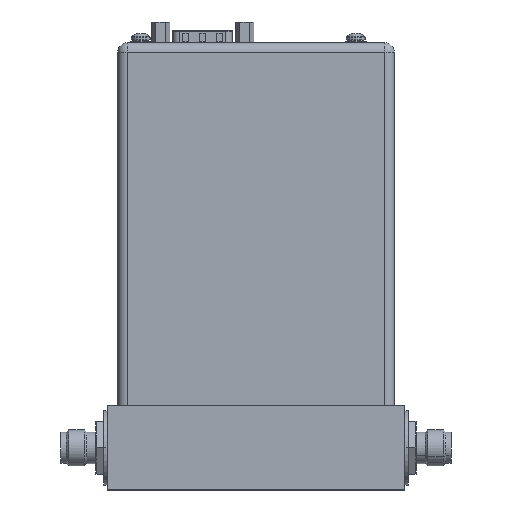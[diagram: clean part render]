
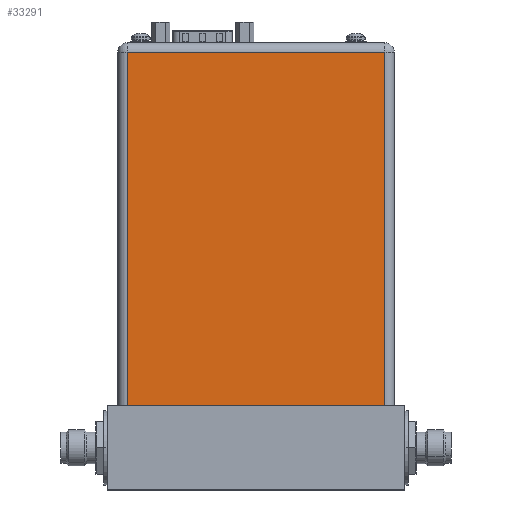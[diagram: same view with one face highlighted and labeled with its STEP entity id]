
A CAD part, top view. The second image highlights one B-rep face of the part: STEP entity #33291.
In plain terms, the highlighted planar face has unit normal (0, 0, 1).
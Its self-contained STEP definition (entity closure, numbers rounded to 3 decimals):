
#1299 = DIRECTION ( 'NONE',  ( 0., 0., 1. ) ) ;
#1825 = CARTESIAN_POINT ( 'NONE',  ( -38.354, 105.181, 28.575 ) ) ;
#2305 = ORIENTED_EDGE ( 'NONE', *, *, #43322, .T. ) ;
#3381 = CARTESIAN_POINT ( 'NONE',  ( -38.354, 0., 28.575 ) ) ;
#4467 = LINE ( 'NONE', #39744, #17051 ) ;
#6323 = CARTESIAN_POINT ( 'NONE',  ( -38.354, 105.181, 28.575 ) ) ;
#8293 = PLANE ( 'NONE',  #8711 ) ;
#8711 = AXIS2_PLACEMENT_3D ( 'NONE', #37041, #1299, #44012 ) ;
#8720 = FACE_OUTER_BOUND ( 'NONE', #34937, .T. ) ;
#11161 = VERTEX_POINT ( 'NONE', #41340 ) ;
#12083 = DIRECTION ( 'NONE',  ( 0., -1., 0. ) ) ;
#12084 = DIRECTION ( 'NONE',  ( 0., -1., 0. ) ) ;
#13895 = CARTESIAN_POINT ( 'NONE',  ( 38.354, 0., 28.575 ) ) ;
#15087 = ORIENTED_EDGE ( 'NONE', *, *, #21053, .T. ) ;
#15931 = VERTEX_POINT ( 'NONE', #13895 ) ;
#17051 = VECTOR ( 'NONE', #12084, 1000. ) ;
#19151 = LINE ( 'NONE', #33557, #35828 ) ;
#21053 = EDGE_CURVE ( 'NONE', #43838, #15931, #19151, .T. ) ;
#25580 = EDGE_CURVE ( 'NONE', #29501, #11161, #27911, .T. ) ;
#26032 = LINE ( 'NONE', #37174, #36401 ) ;
#26231 = VECTOR ( 'NONE', #42521, 1000. ) ;
#27911 = LINE ( 'NONE', #6323, #26231 ) ;
#29501 = VERTEX_POINT ( 'NONE', #1825 ) ;
#29881 = ORIENTED_EDGE ( 'NONE', *, *, #31377, .F. ) ;
#30544 = DIRECTION ( 'NONE',  ( 1., 0., 0. ) ) ;
#31377 = EDGE_CURVE ( 'NONE', #11161, #15931, #4467, .T. ) ;
#33291 = ADVANCED_FACE ( 'NONE', ( #8720 ), #8293, .T. ) ;
#33557 = CARTESIAN_POINT ( 'NONE',  ( -38.354, 0., 28.575 ) ) ;
#34937 = EDGE_LOOP ( 'NONE', ( #39320, #2305, #15087, #29881 ) ) ;
#35828 = VECTOR ( 'NONE', #30544, 1000. ) ;
#36401 = VECTOR ( 'NONE', #12083, 1000. ) ;
#37041 = CARTESIAN_POINT ( 'NONE',  ( -41.148, 0., 28.575 ) ) ;
#37174 = CARTESIAN_POINT ( 'NONE',  ( -38.354, 105.181, 28.575 ) ) ;
#39320 = ORIENTED_EDGE ( 'NONE', *, *, #25580, .F. ) ;
#39744 = CARTESIAN_POINT ( 'NONE',  ( 38.354, 105.181, 28.575 ) ) ;
#41340 = CARTESIAN_POINT ( 'NONE',  ( 38.354, 105.181, 28.575 ) ) ;
#42521 = DIRECTION ( 'NONE',  ( 1., 0., 0. ) ) ;
#43322 = EDGE_CURVE ( 'NONE', #29501, #43838, #26032, .T. ) ;
#43838 = VERTEX_POINT ( 'NONE', #3381 ) ;
#44012 = DIRECTION ( 'NONE',  ( 1., 0., 0. ) ) ;
